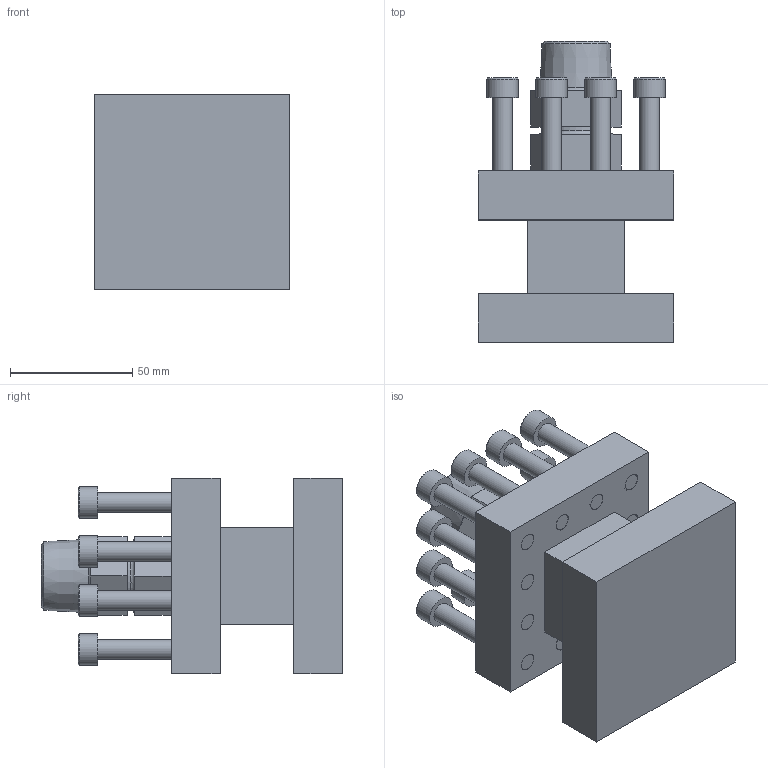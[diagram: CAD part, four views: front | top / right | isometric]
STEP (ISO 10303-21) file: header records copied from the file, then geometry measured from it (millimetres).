
FILE_DESCRIPTION(/* description */ ('STEP AP214'),/* implementation_level */ '2;1');
FILE_NAME(/* name */ 'TOOL POST FINAL.stp',/* time_stamp */ '2025-12-13T08:12:16-08:00',/* author */ ('admin'),/* organization */ (''),/* preprocessor_version */ 'ST-DEVELOPER v20.1',/* originating_system */ 'Autodesk Inventor 2026',/* authorisation */ '');
FILE_SCHEMA (('AUTOMOTIVE_DESIGN { 1 0 10303 214 3 1 1 }'));
Length unit declared in the file: inch
Products named in the file (1): tool post part 8
Bounding box: 80 x 123 x 80 mm (x, y, z)
Volume: 378240.6 mm3; surface area: 72989.2 mm2
Topology: 13 solids, 13 shells, 1189 faces, 2995 edges, 1994 vertices
Faces by surface type: plane 776, cylinder 385, cone 26, torus 2
Full cylindrical faces by diameter (mm): 6.8 x12, 8 x12, 13 x12, 28 x1
Entity records: 36322 total; most frequent: CARTESIAN_POINT 6815, DIRECTION 6151, ORIENTED_EDGE 5990, EDGE_CURVE 2995, LINE 2139, VECTOR 2139, AXIS2_PLACEMENT_3D 2006, VERTEX_POINT 1994
